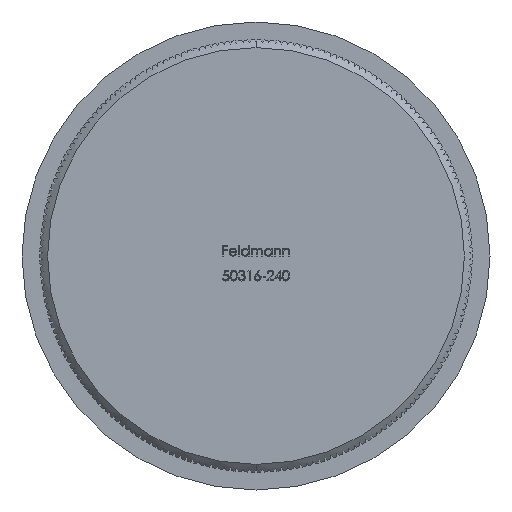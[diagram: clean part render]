
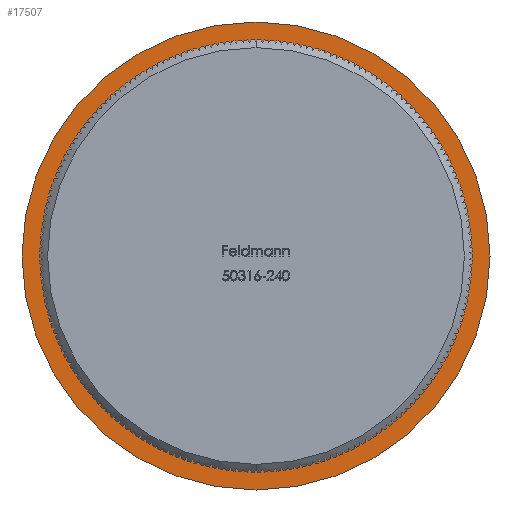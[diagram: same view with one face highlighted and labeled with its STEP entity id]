
A CAD part, front view. The second image highlights one B-rep face of the part: STEP entity #17507.
In plain terms, the highlighted planar face has unit normal (0, -1, 0).
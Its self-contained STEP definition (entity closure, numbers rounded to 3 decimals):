
#641 = EDGE_LOOP ( 'NONE', ( #5511, #11117 ) ) ;
#1497 = DIRECTION ( 'NONE',  ( 0., 0., -1. ) ) ;
#2096 = DIRECTION ( 'NONE',  ( 0., 0., -1. ) ) ;
#2214 = CARTESIAN_POINT ( 'NONE',  ( 0., 8., 0. ) ) ;
#2316 = CARTESIAN_POINT ( 'NONE',  ( 0., 8., 0. ) ) ;
#4549 = VERTEX_POINT ( 'NONE', #15706 ) ;
#4794 = DIRECTION ( 'NONE',  ( 0., -1., 0. ) ) ;
#5050 = DIRECTION ( 'NONE',  ( 0., -1., 0. ) ) ;
#5511 = ORIENTED_EDGE ( 'NONE', *, *, #18601, .T. ) ;
#6075 = DIRECTION ( 'NONE',  ( 0., 0., -1. ) ) ;
#6511 = ORIENTED_EDGE ( 'NONE', *, *, #34733, .F. ) ;
#7749 = DIRECTION ( 'NONE',  ( 0., 0., -1. ) ) ;
#8912 = CIRCLE ( 'NONE', #32168, 30.15 ) ;
#10433 = CARTESIAN_POINT ( 'NONE',  ( 0., 8., -30.15 ) ) ;
#11034 = ORIENTED_EDGE ( 'NONE', *, *, #20020, .F. ) ;
#11117 = ORIENTED_EDGE ( 'NONE', *, *, #25795, .T. ) ;
#11513 = DIRECTION ( 'NONE',  ( 0., -1., 0. ) ) ;
#13346 = CARTESIAN_POINT ( 'NONE',  ( 0., 8., -27.15 ) ) ;
#14070 = CARTESIAN_POINT ( 'NONE',  ( 0., 8., 0. ) ) ;
#14355 = AXIS2_PLACEMENT_3D ( 'NONE', #2316, #4794, #7749 ) ;
#14731 = CARTESIAN_POINT ( 'NONE',  ( 0., 8., 27.15 ) ) ;
#14762 = CARTESIAN_POINT ( 'NONE',  ( 27.15, 8., 0. ) ) ;
#14821 = FACE_BOUND ( 'NONE', #26799, .T. ) ;
#15706 = CARTESIAN_POINT ( 'NONE',  ( 0., 8., 30.15 ) ) ;
#17389 = VERTEX_POINT ( 'NONE', #13346 ) ;
#17507 = ADVANCED_FACE ( 'NONE', ( #21999, #14821 ), #20060, .T. ) ;
#17590 = DIRECTION ( 'NONE',  ( 0., -1., 0. ) ) ;
#18601 = EDGE_CURVE ( 'NONE', #28275, #4549, #8912, .T. ) ;
#19467 = DIRECTION ( 'NONE',  ( 0., -1., 0. ) ) ;
#20020 = EDGE_CURVE ( 'NONE', #17389, #29652, #28647, .T. ) ;
#20060 = PLANE ( 'NONE',  #21524 ) ;
#21524 = AXIS2_PLACEMENT_3D ( 'NONE', #14762, #19467, #6075 ) ;
#21999 = FACE_OUTER_BOUND ( 'NONE', #641, .T. ) ;
#22738 = CIRCLE ( 'NONE', #25335, 30.15 ) ;
#23397 = AXIS2_PLACEMENT_3D ( 'NONE', #2214, #5050, #2096 ) ;
#25335 = AXIS2_PLACEMENT_3D ( 'NONE', #14070, #11513, #27513 ) ;
#25795 = EDGE_CURVE ( 'NONE', #4549, #28275, #22738, .T. ) ;
#26799 = EDGE_LOOP ( 'NONE', ( #11034, #6511 ) ) ;
#27513 = DIRECTION ( 'NONE',  ( 0., 0., -1. ) ) ;
#28275 = VERTEX_POINT ( 'NONE', #10433 ) ;
#28276 = CIRCLE ( 'NONE', #23397, 27.15 ) ;
#28647 = CIRCLE ( 'NONE', #14355, 27.15 ) ;
#29652 = VERTEX_POINT ( 'NONE', #14731 ) ;
#32168 = AXIS2_PLACEMENT_3D ( 'NONE', #33770, #17590, #1497 ) ;
#33770 = CARTESIAN_POINT ( 'NONE',  ( 0., 8., 0. ) ) ;
#34733 = EDGE_CURVE ( 'NONE', #29652, #17389, #28276, .T. ) ;
